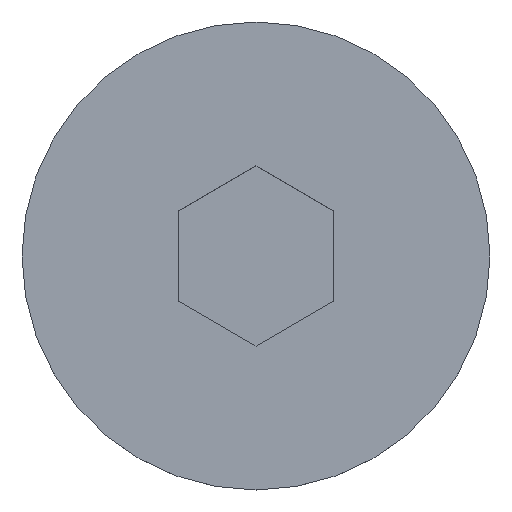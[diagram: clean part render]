
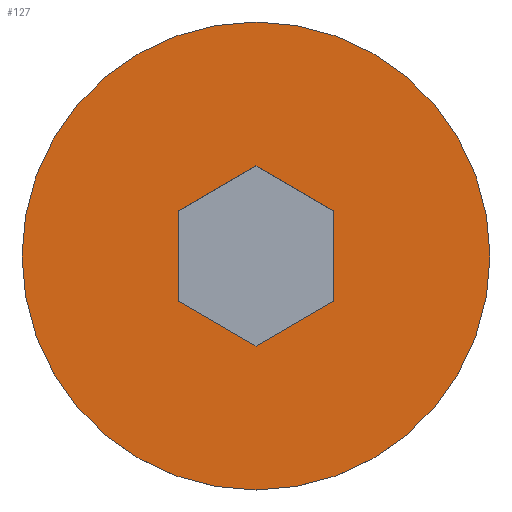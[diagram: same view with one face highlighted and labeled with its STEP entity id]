
A CAD part, top view. The second image highlights one B-rep face of the part: STEP entity #127.
In plain terms, the highlighted planar face has unit normal (0, 0, 1).
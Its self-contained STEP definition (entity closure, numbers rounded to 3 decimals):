
#3 = EDGE_CURVE ( 'NONE', #204, #55, #422, .T. ) ;
#5 = EDGE_CURVE ( 'NONE', #206, #88, #124, .T. ) ;
#13 = DIRECTION ( 'NONE',  ( 1., 0., 0. ) ) ;
#18 = VECTOR ( 'NONE', #145, 1000. ) ;
#19 = EDGE_CURVE ( 'NONE', #88, #177, #60, .T. ) ;
#25 = LINE ( 'NONE', #80, #407 ) ;
#29 = CARTESIAN_POINT ( 'NONE',  ( 2., 1.155, 0. ) ) ;
#40 = EDGE_LOOP ( 'NONE', ( #208, #83 ) ) ;
#44 = AXIS2_PLACEMENT_3D ( 'NONE', #113, #77, #234 ) ;
#55 = VERTEX_POINT ( 'NONE', #143 ) ;
#60 = LINE ( 'NONE', #180, #18 ) ;
#61 = DIRECTION ( 'NONE',  ( 1., 0., 0. ) ) ;
#77 = DIRECTION ( 'NONE',  ( 0., 0., -1. ) ) ;
#80 = CARTESIAN_POINT ( 'NONE',  ( 2., -1.155, 0. ) ) ;
#83 = ORIENTED_EDGE ( 'NONE', *, *, #95, .F. ) ;
#87 = VERTEX_POINT ( 'NONE', #292 ) ;
#88 = VERTEX_POINT ( 'NONE', #494 ) ;
#92 = VERTEX_POINT ( 'NONE', #144 ) ;
#95 = EDGE_CURVE ( 'NONE', #87, #325, #253, .T. ) ;
#99 = EDGE_LOOP ( 'NONE', ( #315, #504, #400, #121, #170, #364 ) ) ;
#113 = CARTESIAN_POINT ( 'NONE',  ( 0., 0., 0. ) ) ;
#120 = CARTESIAN_POINT ( 'NONE',  ( 6., 0., 0. ) ) ;
#121 = ORIENTED_EDGE ( 'NONE', *, *, #5, .T. ) ;
#124 = LINE ( 'NONE', #365, #153 ) ;
#126 = EDGE_CURVE ( 'NONE', #177, #204, #218, .T. ) ;
#127 = ADVANCED_FACE ( 'NONE', ( #308, #341 ), #487, .T. ) ;
#129 = DIRECTION ( 'NONE',  ( 0., 1., 0. ) ) ;
#138 = CARTESIAN_POINT ( 'NONE',  ( 3., 0., 0. ) ) ;
#143 = CARTESIAN_POINT ( 'NONE',  ( 2., -1.155, 0. ) ) ;
#144 = CARTESIAN_POINT ( 'NONE',  ( 0., -2.309, 0. ) ) ;
#145 = DIRECTION ( 'NONE',  ( 0.866, 0.5, 0. ) ) ;
#153 = VECTOR ( 'NONE', #129, 1000. ) ;
#170 = ORIENTED_EDGE ( 'NONE', *, *, #19, .T. ) ;
#177 = VERTEX_POINT ( 'NONE', #189 ) ;
#180 = CARTESIAN_POINT ( 'NONE',  ( -2., 1.155, 0. ) ) ;
#186 = CARTESIAN_POINT ( 'NONE',  ( 0., 2.309, 0. ) ) ;
#189 = CARTESIAN_POINT ( 'NONE',  ( 0., 2.309, 0. ) ) ;
#200 = DIRECTION ( 'NONE',  ( -0.866, 0.5, 0. ) ) ;
#201 = AXIS2_PLACEMENT_3D ( 'NONE', #413, #419, #61 ) ;
#204 = VERTEX_POINT ( 'NONE', #29 ) ;
#206 = VERTEX_POINT ( 'NONE', #462 ) ;
#208 = ORIENTED_EDGE ( 'NONE', *, *, #239, .F. ) ;
#218 = LINE ( 'NONE', #186, #415 ) ;
#234 = DIRECTION ( 'NONE',  ( 1., 0., 0. ) ) ;
#239 = EDGE_CURVE ( 'NONE', #325, #87, #374, .T. ) ;
#248 = DIRECTION ( 'NONE',  ( 0.866, -0.5, 0. ) ) ;
#253 = CIRCLE ( 'NONE', #201, 6. ) ;
#284 = CARTESIAN_POINT ( 'NONE',  ( 2., 0., 0. ) ) ;
#287 = AXIS2_PLACEMENT_3D ( 'NONE', #138, #452, #13 ) ;
#292 = CARTESIAN_POINT ( 'NONE',  ( -6., 0., 0. ) ) ;
#308 = FACE_BOUND ( 'NONE', #99, .T. ) ;
#312 = CARTESIAN_POINT ( 'NONE',  ( 0., -2.309, 0. ) ) ;
#315 = ORIENTED_EDGE ( 'NONE', *, *, #3, .T. ) ;
#325 = VERTEX_POINT ( 'NONE', #120 ) ;
#334 = VECTOR ( 'NONE', #368, 1000. ) ;
#341 = FACE_OUTER_BOUND ( 'NONE', #40, .T. ) ;
#355 = EDGE_CURVE ( 'NONE', #92, #206, #465, .T. ) ;
#364 = ORIENTED_EDGE ( 'NONE', *, *, #126, .T. ) ;
#365 = CARTESIAN_POINT ( 'NONE',  ( -2., 0., 0. ) ) ;
#368 = DIRECTION ( 'NONE',  ( 0., -1., 0. ) ) ;
#374 = CIRCLE ( 'NONE', #44, 6. ) ;
#384 = EDGE_CURVE ( 'NONE', #55, #92, #25, .T. ) ;
#395 = DIRECTION ( 'NONE',  ( -0.866, -0.5, 0. ) ) ;
#400 = ORIENTED_EDGE ( 'NONE', *, *, #355, .T. ) ;
#407 = VECTOR ( 'NONE', #395, 1000. ) ;
#413 = CARTESIAN_POINT ( 'NONE',  ( 0., 0., 0. ) ) ;
#415 = VECTOR ( 'NONE', #248, 1000. ) ;
#419 = DIRECTION ( 'NONE',  ( 0., 0., -1. ) ) ;
#422 = LINE ( 'NONE', #284, #334 ) ;
#452 = DIRECTION ( 'NONE',  ( 0., 0., 1. ) ) ;
#460 = VECTOR ( 'NONE', #200, 1000. ) ;
#462 = CARTESIAN_POINT ( 'NONE',  ( -2., -1.155, 0. ) ) ;
#465 = LINE ( 'NONE', #312, #460 ) ;
#487 = PLANE ( 'NONE',  #287 ) ;
#494 = CARTESIAN_POINT ( 'NONE',  ( -2., 1.155, 0. ) ) ;
#504 = ORIENTED_EDGE ( 'NONE', *, *, #384, .T. ) ;
